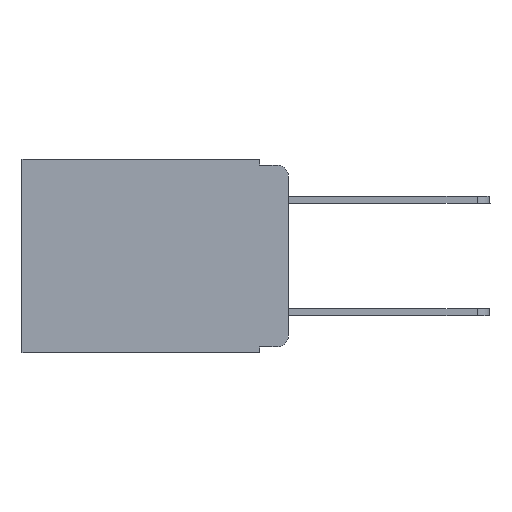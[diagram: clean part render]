
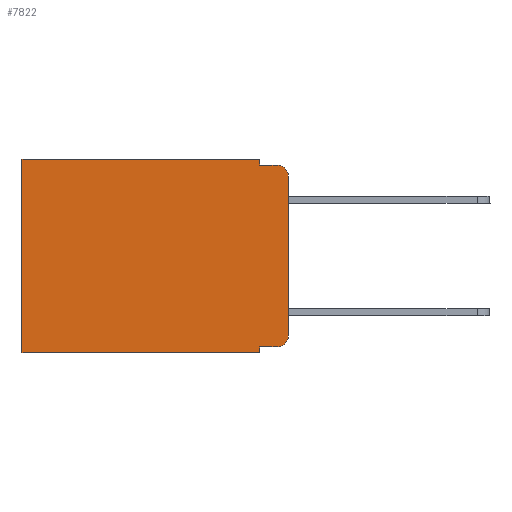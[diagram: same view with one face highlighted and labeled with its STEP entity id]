
A CAD part, left-side view. The second image highlights one B-rep face of the part: STEP entity #7822.
In plain terms, the highlighted planar face has unit normal (-1, 0, 0).
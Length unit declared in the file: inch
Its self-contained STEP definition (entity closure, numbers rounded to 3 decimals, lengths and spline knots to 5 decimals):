
#225 = LINE ( 'NONE', #13882, #12864 ) ;
#416 = LINE ( 'NONE', #7135, #3990 ) ;
#1076 = EDGE_CURVE ( 'NONE', #21282, #7174, #7011, .T. ) ;
#1136 = DIRECTION ( 'NONE',  ( -1., 0., 0. ) ) ;
#1224 = EDGE_CURVE ( 'NONE', #18149, #4091, #14792, .T. ) ;
#1400 = DIRECTION ( 'NONE',  ( 0., 0., -1. ) ) ;
#1487 = CARTESIAN_POINT ( 'NONE',  ( 0.298, 0., -0.03 ) ) ;
#1503 = FACE_OUTER_BOUND ( 'NONE', #18027, .T. ) ;
#1565 = CARTESIAN_POINT ( 'NONE',  ( 0.298, 0., -0.313 ) ) ;
#2953 = AXIS2_PLACEMENT_3D ( 'NONE', #11641, #21653, #1400 ) ;
#3142 = AXIS2_PLACEMENT_3D ( 'NONE', #11069, #1136, #17661 ) ;
#3354 = CARTESIAN_POINT ( 'NONE',  ( 0.298, 0.051, -0.01 ) ) ;
#3935 = CARTESIAN_POINT ( 'NONE',  ( 0.298, 0.051, -0.333 ) ) ;
#3990 = VECTOR ( 'NONE', #5163, 39.37008 ) ;
#4091 = VERTEX_POINT ( 'NONE', #1565 ) ;
#4218 = AXIS2_PLACEMENT_3D ( 'NONE', #8519, #14913, #21610 ) ;
#4297 = CARTESIAN_POINT ( 'NONE',  ( 0.298, 0.051, 0. ) ) ;
#4861 = EDGE_CURVE ( 'NONE', #21734, #7174, #4997, .T. ) ;
#4895 = DIRECTION ( 'NONE',  ( 0., -1., 0. ) ) ;
#4927 = LINE ( 'NONE', #13089, #7178 ) ;
#4997 = LINE ( 'NONE', #3354, #11282 ) ;
#5044 = ORIENTED_EDGE ( 'NONE', *, *, #1224, .T. ) ;
#5163 = DIRECTION ( 'NONE',  ( 0., 1., 0. ) ) ;
#5574 = CARTESIAN_POINT ( 'NONE',  ( 0.298, 0.473, -0.343 ) ) ;
#5906 = LINE ( 'NONE', #12622, #9993 ) ;
#6001 = VERTEX_POINT ( 'NONE', #8478 ) ;
#6071 = LINE ( 'NONE', #4297, #15658 ) ;
#6076 = EDGE_CURVE ( 'NONE', #6001, #18149, #17599, .T. ) ;
#6596 = CARTESIAN_POINT ( 'NONE',  ( 0.298, 0.473, 0. ) ) ;
#7011 = CIRCLE ( 'NONE', #3142, 0.02 ) ;
#7135 = CARTESIAN_POINT ( 'NONE',  ( 0.298, 0., 0. ) ) ;
#7160 = ORIENTED_EDGE ( 'NONE', *, *, #19320, .T. ) ;
#7174 = VERTEX_POINT ( 'NONE', #16616 ) ;
#7178 = VECTOR ( 'NONE', #16493, 39.37008 ) ;
#7409 = VERTEX_POINT ( 'NONE', #19156 ) ;
#7431 = ORIENTED_EDGE ( 'NONE', *, *, #1076, .T. ) ;
#7481 = DIRECTION ( 'NONE',  ( 0., -1., 0. ) ) ;
#7822 = ADVANCED_FACE ( 'NONE', ( #1503 ), #11306, .F. ) ;
#8205 = ORIENTED_EDGE ( 'NONE', *, *, #18718, .T. ) ;
#8478 = CARTESIAN_POINT ( 'NONE',  ( 0.298, 0.051, -0.333 ) ) ;
#8519 = CARTESIAN_POINT ( 'NONE',  ( 0.298, 0.02, -0.313 ) ) ;
#8873 = LINE ( 'NONE', #21696, #16683 ) ;
#9112 = ORIENTED_EDGE ( 'NONE', *, *, #20688, .F. ) ;
#9416 = CARTESIAN_POINT ( 'NONE',  ( 0.298, 0.051, -0.01 ) ) ;
#9993 = VECTOR ( 'NONE', #10637, 39.37008 ) ;
#10515 = EDGE_CURVE ( 'NONE', #6001, #7409, #4927, .T. ) ;
#10637 = DIRECTION ( 'NONE',  ( 0., 0., -1. ) ) ;
#11069 = CARTESIAN_POINT ( 'NONE',  ( 0.298, 0.02, -0.03 ) ) ;
#11134 = VERTEX_POINT ( 'NONE', #5574 ) ;
#11233 = ORIENTED_EDGE ( 'NONE', *, *, #4861, .F. ) ;
#11282 = VECTOR ( 'NONE', #4895, 39.37008 ) ;
#11306 = PLANE ( 'NONE',  #2953 ) ;
#11347 = CARTESIAN_POINT ( 'NONE',  ( 0.298, 0.02, -0.333 ) ) ;
#11641 = CARTESIAN_POINT ( 'NONE',  ( 0.298, 0., 0. ) ) ;
#11667 = EDGE_CURVE ( 'NONE', #18177, #21734, #6071, .T. ) ;
#12246 = CARTESIAN_POINT ( 'NONE',  ( 0.298, 0.051, 0. ) ) ;
#12622 = CARTESIAN_POINT ( 'NONE',  ( 0.298, 0.473, 0. ) ) ;
#12864 = VECTOR ( 'NONE', #20582, 39.37008 ) ;
#13089 = CARTESIAN_POINT ( 'NONE',  ( 0.298, 0.051, 0. ) ) ;
#13129 = DIRECTION ( 'NONE',  ( 0., 0., -1. ) ) ;
#13882 = CARTESIAN_POINT ( 'NONE',  ( 0.298, 0., -0.343 ) ) ;
#14338 = ORIENTED_EDGE ( 'NONE', *, *, #6076, .T. ) ;
#14792 = CIRCLE ( 'NONE', #4218, 0.02 ) ;
#14841 = VECTOR ( 'NONE', #7481, 39.37008 ) ;
#14913 = DIRECTION ( 'NONE',  ( -1., 0., 0. ) ) ;
#15317 = ORIENTED_EDGE ( 'NONE', *, *, #19393, .F. ) ;
#15658 = VECTOR ( 'NONE', #21135, 39.37008 ) ;
#16493 = DIRECTION ( 'NONE',  ( 0., 0., -1. ) ) ;
#16616 = CARTESIAN_POINT ( 'NONE',  ( 0.298, 0.02, -0.01 ) ) ;
#16683 = VECTOR ( 'NONE', #13129, 39.37008 ) ;
#17599 = LINE ( 'NONE', #3935, #14841 ) ;
#17661 = DIRECTION ( 'NONE',  ( 0., 0., -1. ) ) ;
#18027 = EDGE_LOOP ( 'NONE', ( #15317, #7431, #11233, #20367, #8205, #7160, #9112, #19880, #14338, #5044 ) ) ;
#18149 = VERTEX_POINT ( 'NONE', #11347 ) ;
#18177 = VERTEX_POINT ( 'NONE', #12246 ) ;
#18438 = VERTEX_POINT ( 'NONE', #6596 ) ;
#18718 = EDGE_CURVE ( 'NONE', #18177, #18438, #416, .T. ) ;
#19156 = CARTESIAN_POINT ( 'NONE',  ( 0.298, 0.051, -0.343 ) ) ;
#19320 = EDGE_CURVE ( 'NONE', #18438, #11134, #5906, .T. ) ;
#19393 = EDGE_CURVE ( 'NONE', #21282, #4091, #8873, .T. ) ;
#19880 = ORIENTED_EDGE ( 'NONE', *, *, #10515, .F. ) ;
#20367 = ORIENTED_EDGE ( 'NONE', *, *, #11667, .F. ) ;
#20582 = DIRECTION ( 'NONE',  ( 0., 1., 0. ) ) ;
#20688 = EDGE_CURVE ( 'NONE', #7409, #11134, #225, .T. ) ;
#21135 = DIRECTION ( 'NONE',  ( 0., 0., -1. ) ) ;
#21282 = VERTEX_POINT ( 'NONE', #1487 ) ;
#21610 = DIRECTION ( 'NONE',  ( 0., 0., -1. ) ) ;
#21653 = DIRECTION ( 'NONE',  ( 1., 0., 0. ) ) ;
#21696 = CARTESIAN_POINT ( 'NONE',  ( 0.298, 0., 0. ) ) ;
#21734 = VERTEX_POINT ( 'NONE', #9416 ) ;
